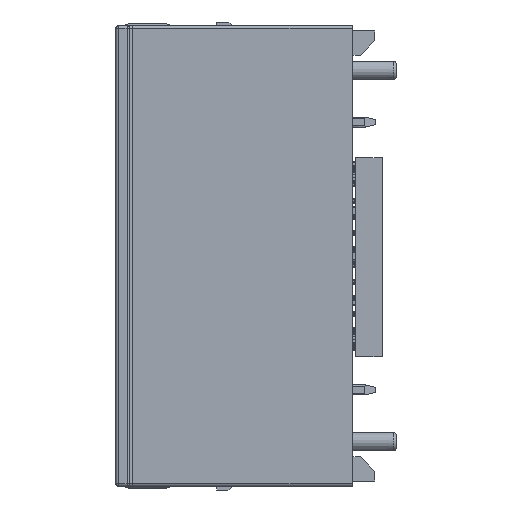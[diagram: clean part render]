
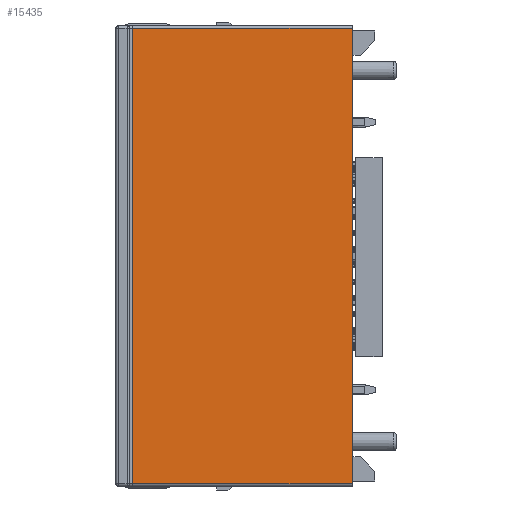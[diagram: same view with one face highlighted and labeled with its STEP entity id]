
A CAD part, front view. The second image highlights one B-rep face of the part: STEP entity #15435.
In plain terms, the highlighted planar face has unit normal (0, -1, 0).
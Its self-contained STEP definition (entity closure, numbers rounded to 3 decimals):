
#194=DIRECTION('',(0.,0.,-1.));
#195=VECTOR('',#194,35.7);
#196=CARTESIAN_POINT('',(-32.7,-9.7,43.6));
#197=LINE('',#196,#195);
#206=DIRECTION('',(1.,0.,0.));
#207=VECTOR('',#206,17.25);
#208=CARTESIAN_POINT('',(-32.7,-9.7,7.9));
#209=LINE('',#208,#207);
#235=DIRECTION('',(0.,0.,1.));
#236=VECTOR('',#235,35.7);
#237=CARTESIAN_POINT('',(-15.45,-9.7,7.9));
#238=LINE('',#237,#236);
#5724=DIRECTION('',(-1.,0.,0.));
#5725=VECTOR('',#5724,17.25);
#5726=CARTESIAN_POINT('',(-15.45,-9.7,43.6));
#5727=LINE('',#5726,#5725);
#12081=CARTESIAN_POINT('',(-32.7,-9.7,43.6));
#12082=CARTESIAN_POINT('',(-32.7,-9.7,7.9));
#12083=VERTEX_POINT('',#12081);
#12084=VERTEX_POINT('',#12082);
#12085=CARTESIAN_POINT('',(-15.45,-9.7,7.9));
#12086=VERTEX_POINT('',#12085);
#12087=CARTESIAN_POINT('',(-15.45,-9.7,43.6));
#12088=VERTEX_POINT('',#12087);
#15421=CARTESIAN_POINT('',(-34.,-9.7,7.7));
#15422=DIRECTION('',(0.,-1.,0.));
#15423=DIRECTION('',(0.,0.,1.));
#15424=AXIS2_PLACEMENT_3D('',#15421,#15422,#15423);
#15425=PLANE('',#15424);
#15427=ORIENTED_EDGE('',*,*,#15426,.F.);
#15428=ORIENTED_EDGE('',*,*,#15411,.F.);
#15430=ORIENTED_EDGE('',*,*,#15429,.F.);
#15432=ORIENTED_EDGE('',*,*,#15431,.F.);
#15433=EDGE_LOOP('',(#15427,#15428,#15430,#15432));
#15434=FACE_OUTER_BOUND('',#15433,.F.);
#15435=ADVANCED_FACE('',(#15434),#15425,.T.);
#15411=EDGE_CURVE('',#12083,#12084,#197,.T.);
#15426=EDGE_CURVE('',#12084,#12086,#209,.T.);
#15429=EDGE_CURVE('',#12088,#12083,#5727,.T.);
#15431=EDGE_CURVE('',#12086,#12088,#238,.T.);
